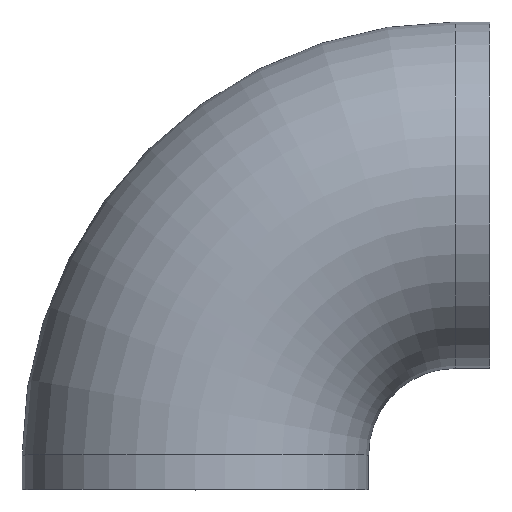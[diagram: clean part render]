
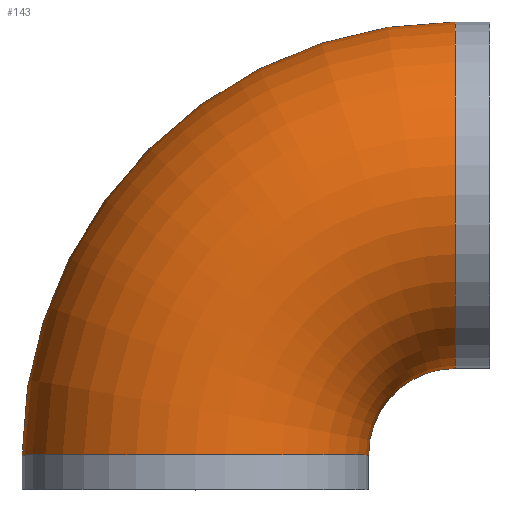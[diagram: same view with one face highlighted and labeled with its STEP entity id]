
A CAD part, top view. The second image highlights one B-rep face of the part: STEP entity #143.
In plain terms, the highlighted toroidal (fillet/blend) face has major radius 300 mm and minor radius 200 mm.
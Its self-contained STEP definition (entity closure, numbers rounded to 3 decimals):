
#99 = EDGE_CURVE( '', #149, #101, #236, .T. );
#101 = VERTEX_POINT( '', #238 );
#119 = VERTEX_POINT( '', #257 );
#139 = EDGE_CURVE( '', #145, #119, #277, .T. );
#143 = ADVANCED_FACE( '', ( #282 ), #283, .T. );
#145 = VERTEX_POINT( '', #285 );
#149 = VERTEX_POINT( '', #289 );
#167 = EDGE_CURVE( '', #149, #119, #310, .T. );
#191 = EDGE_CURVE( '', #145, #101, #338, .T. );
#236 = CIRCLE( '', #382, 200. );
#238 = CARTESIAN_POINT( '', ( 300., 140., 0. ) );
#257 = CARTESIAN_POINT( '', ( -200., 40., 0. ) );
#277 = CIRCLE( '', #434, 200. );
#282 = FACE_OUTER_BOUND( '', #439, .T. );
#283 = TOROIDAL_SURFACE( '', #440, 300., 200. );
#285 = CARTESIAN_POINT( '', ( 200., 40., 0. ) );
#289 = CARTESIAN_POINT( '', ( 300., 540., 0. ) );
#310 = CIRCLE( '', #476, 500. );
#338 = CIRCLE( '', #513, 100. );
#382 = AXIS2_PLACEMENT_3D( '', #547, #548, #549 );
#434 = AXIS2_PLACEMENT_3D( '', #583, #584, #585 );
#439 = EDGE_LOOP( '', ( #595, #596, #597, #598 ) );
#440 = AXIS2_PLACEMENT_3D( '', #599, #600, #601 );
#476 = AXIS2_PLACEMENT_3D( '', #634, #635, #636 );
#513 = AXIS2_PLACEMENT_3D( '', #688, #689, #690 );
#547 = CARTESIAN_POINT( '', ( 300., 340., 0. ) );
#548 = DIRECTION( '', ( 1., 0., 0. ) );
#549 = DIRECTION( '', ( 0., -1., 0. ) );
#583 = CARTESIAN_POINT( '', ( 0., 40., 0. ) );
#584 = DIRECTION( '', ( 0., -1., 0. ) );
#585 = DIRECTION( '', ( 1., 0., 0. ) );
#595 = ORIENTED_EDGE( '', *, *, #167, .T. );
#596 = ORIENTED_EDGE( '', *, *, #139, .F. );
#597 = ORIENTED_EDGE( '', *, *, #191, .T. );
#598 = ORIENTED_EDGE( '', *, *, #99, .F. );
#599 = CARTESIAN_POINT( '', ( 300., 40., 0. ) );
#600 = DIRECTION( '', ( 0., 0., 1. ) );
#601 = DIRECTION( '', ( 1., 0., 0. ) );
#634 = CARTESIAN_POINT( '', ( 300., 40., 0. ) );
#635 = DIRECTION( '', ( 0., 0., 1. ) );
#636 = DIRECTION( '', ( 1., 0., 0. ) );
#688 = CARTESIAN_POINT( '', ( 300., 40., 0. ) );
#689 = DIRECTION( '', ( 0., 0., -1. ) );
#690 = DIRECTION( '', ( 1., 0., 0. ) );
